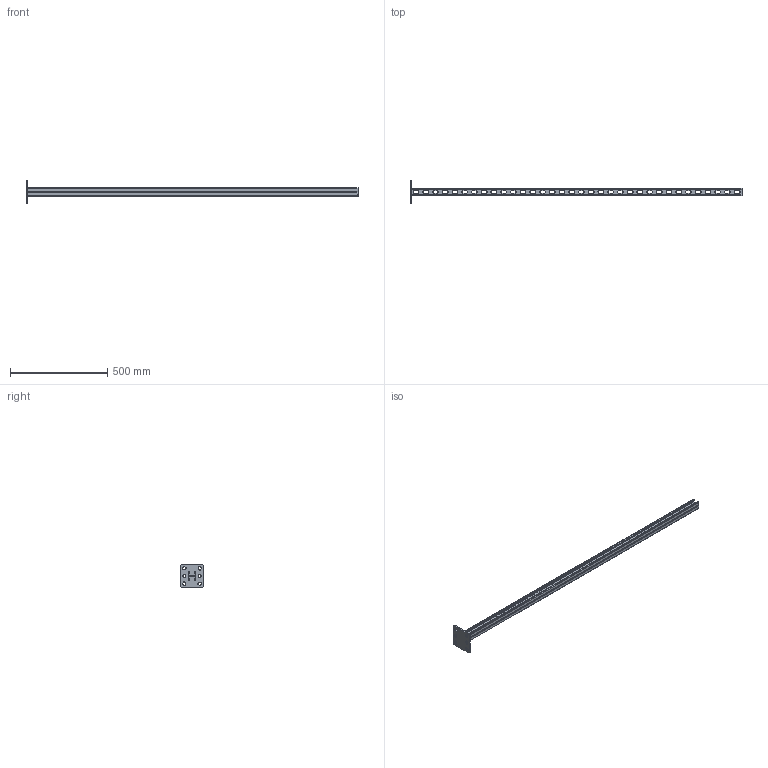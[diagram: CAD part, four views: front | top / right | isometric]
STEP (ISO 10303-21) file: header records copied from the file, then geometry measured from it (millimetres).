
FILE_DESCRIPTION (( 'STEP AP203' ), '1' );
FILE_NAME ('Êðîíøòåéí ïîòîëî÷íûé äâîéíîé_h21-1700.step', '2022-01-27T07:52:55', ( '' ), ( '' ), 'SwSTEP 2.0', 'SolidWorks 2017', '' );
FILE_SCHEMA (( 'CONFIG_CONTROL_DESIGN' ));
Length unit declared in the file: millimetre
Products named in the file (3): Êðîíøòåéí ïîòîëî÷íûé äâîéíîé_h21-1700; STRUT-镳铘桦黖h21-1700; Ïÿòêà ïîòîëî÷êàÿ
Assembly tree (3 placements, depth 2):
  Êðîíøòåéí ïîòîëî÷íûé äâîéíîé_h21-1700
    Ïÿòêà ïîòîëî÷êàÿ
    STRUT-镳铘桦黖h21-1700  x2
Bounding box: 1706 x 120 x 120 mm (x, y, z)
Volume: 814389.7 mm3; surface area: 667603.9 mm2
Topology: 3 solids, 3 shells, 3558 faces, 10654 edges, 7102 vertices
Faces by surface type: plane 3392, cylinder 166
Entity records: 59885 total; most frequent: CARTESIAN_POINT 10766, ORIENTED_EDGE 10756, DIRECTION 9168, EDGE_CURVE 5378, LINE 5194, VECTOR 5194, VERTEX_POINT 3585, AXIS2_PLACEMENT_3D 1987
